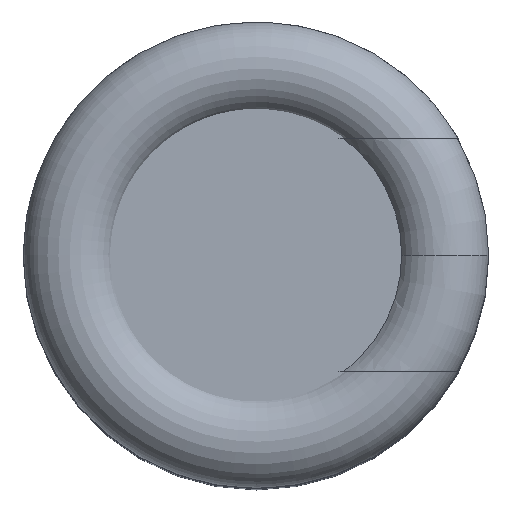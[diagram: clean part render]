
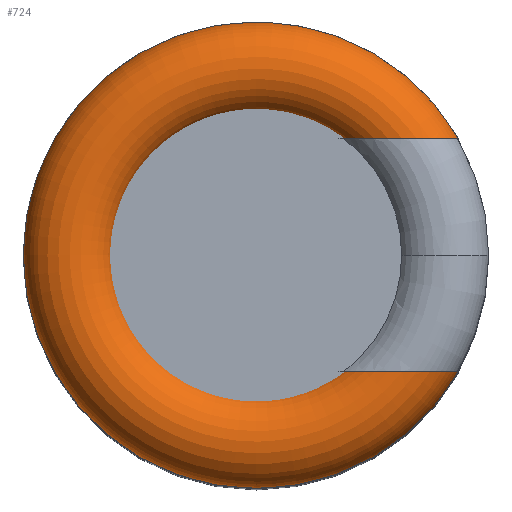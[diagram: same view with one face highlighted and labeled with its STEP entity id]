
A CAD part, top view. The second image highlights one B-rep face of the part: STEP entity #724.
In plain terms, the highlighted toroidal (fillet/blend) face has major radius 2 mm and minor radius 0.5 mm.
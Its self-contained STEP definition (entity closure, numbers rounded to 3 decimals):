
#724 = ADVANCED_FACE('',(#725),#893,.T.);
#725 = FACE_BOUND('',#726,.T.);
#726 = EDGE_LOOP('',(#727,#766,#775,#812,#849,#858));
#727 = ORIENTED_EDGE('',*,*,#728,.F.);
#728 = EDGE_CURVE('',#729,#731,#733,.T.);
#729 = VERTEX_POINT('',#730);
#730 = CARTESIAN_POINT('',(2.165,1.25,10.5));
#731 = VERTEX_POINT('',#732);
#732 = CARTESIAN_POINT('',(1.561,1.25,11.));
#733 = B_SPLINE_CURVE_WITH_KNOTS('',7,(#734,#735,#736,#737,#738,#739,
    #740,#741,#742,#743,#744,#745,#746,#747,#748,#749,#750,#751,#752,
    #753,#754,#755,#756,#757,#758,#759,#760,#761,#762,#763,#764,#765),
  .UNSPECIFIED.,.F.,.F.,(8,6,6,6,6,8),(0.,0.271,
    0.394,0.659,0.875,1.),.UNSPECIFIED.);
#734 = CARTESIAN_POINT('',(2.165,1.25,10.5));
#735 = CARTESIAN_POINT('',(2.165,1.25,10.565));
#736 = CARTESIAN_POINT('',(2.154,1.25,10.63));
#737 = CARTESIAN_POINT('',(2.131,1.25,10.693));
#738 = CARTESIAN_POINT('',(2.098,1.25,10.751));
#739 = CARTESIAN_POINT('',(2.055,1.25,10.805));
#740 = CARTESIAN_POINT('',(2.004,1.25,10.851));
#741 = CARTESIAN_POINT('',(1.92,1.25,10.907));
#742 = CARTESIAN_POINT('',(1.893,1.25,10.923));
#743 = CARTESIAN_POINT('',(1.864,1.25,10.938));
#744 = CARTESIAN_POINT('',(1.835,1.25,10.951));
#745 = CARTESIAN_POINT('',(1.804,1.25,10.962));
#746 = CARTESIAN_POINT('',(1.773,1.25,10.971));
#747 = CARTESIAN_POINT('',(1.671,1.25,10.996));
#748 = CARTESIAN_POINT('',(1.599,1.25,11.005));
#749 = CARTESIAN_POINT('',(1.525,1.25,11.006));
#750 = CARTESIAN_POINT('',(1.451,1.25,10.999));
#751 = CARTESIAN_POINT('',(1.377,1.25,10.985));
#752 = CARTESIAN_POINT('',(1.304,1.25,10.964));
#753 = CARTESIAN_POINT('',(1.178,1.25,10.915));
#754 = CARTESIAN_POINT('',(1.123,1.25,10.888));
#755 = CARTESIAN_POINT('',(1.07,1.25,10.858));
#756 = CARTESIAN_POINT('',(1.021,1.25,10.823));
#757 = CARTESIAN_POINT('',(0.975,1.25,10.785));
#758 = CARTESIAN_POINT('',(0.935,1.25,10.744));
#759 = CARTESIAN_POINT('',(0.883,1.25,10.673));
#760 = CARTESIAN_POINT('',(0.866,1.25,10.646));
#761 = CARTESIAN_POINT('',(0.852,1.25,10.618));
#762 = CARTESIAN_POINT('',(0.84,1.25,10.589));
#763 = CARTESIAN_POINT('',(0.833,1.25,10.56));
#764 = CARTESIAN_POINT('',(0.829,1.25,10.53));
#765 = CARTESIAN_POINT('',(0.829,1.25,10.5));
#766 = ORIENTED_EDGE('',*,*,#767,.T.);
#767 = EDGE_CURVE('',#729,#768,#770,.T.);
#768 = VERTEX_POINT('',#769);
#769 = CARTESIAN_POINT('',(2.165,-1.25,10.5));
#770 = CIRCLE('',#771,2.5);
#771 = AXIS2_PLACEMENT_3D('',#772,#773,#774);
#772 = CARTESIAN_POINT('',(0.,0.,10.5));
#773 = DIRECTION('',(0.,0.,1.));
#774 = DIRECTION('',(1.,0.,0.));
#775 = ORIENTED_EDGE('',*,*,#776,.T.);
#776 = EDGE_CURVE('',#768,#777,#779,.T.);
#777 = VERTEX_POINT('',#778);
#778 = CARTESIAN_POINT('',(1.561,-1.25,11.));
#779 = B_SPLINE_CURVE_WITH_KNOTS('',7,(#780,#781,#782,#783,#784,#785,
    #786,#787,#788,#789,#790,#791,#792,#793,#794,#795,#796,#797,#798,
    #799,#800,#801,#802,#803,#804,#805,#806,#807,#808,#809,#810,#811),
  .UNSPECIFIED.,.F.,.F.,(8,6,6,6,6,8),(0.,0.271,
    0.394,0.659,0.875,1.),.UNSPECIFIED.);
#780 = CARTESIAN_POINT('',(2.165,-1.25,10.5));
#781 = CARTESIAN_POINT('',(2.165,-1.25,10.565));
#782 = CARTESIAN_POINT('',(2.154,-1.25,10.63));
#783 = CARTESIAN_POINT('',(2.131,-1.25,10.693));
#784 = CARTESIAN_POINT('',(2.098,-1.25,10.751));
#785 = CARTESIAN_POINT('',(2.055,-1.25,10.805));
#786 = CARTESIAN_POINT('',(2.004,-1.25,10.851));
#787 = CARTESIAN_POINT('',(1.92,-1.25,10.907));
#788 = CARTESIAN_POINT('',(1.893,-1.25,10.923));
#789 = CARTESIAN_POINT('',(1.864,-1.25,10.938));
#790 = CARTESIAN_POINT('',(1.835,-1.25,10.951));
#791 = CARTESIAN_POINT('',(1.804,-1.25,10.962));
#792 = CARTESIAN_POINT('',(1.773,-1.25,10.971));
#793 = CARTESIAN_POINT('',(1.671,-1.25,10.996));
#794 = CARTESIAN_POINT('',(1.599,-1.25,11.005));
#795 = CARTESIAN_POINT('',(1.525,-1.25,11.006));
#796 = CARTESIAN_POINT('',(1.451,-1.25,10.999));
#797 = CARTESIAN_POINT('',(1.377,-1.25,10.985));
#798 = CARTESIAN_POINT('',(1.304,-1.25,10.964));
#799 = CARTESIAN_POINT('',(1.178,-1.25,10.915));
#800 = CARTESIAN_POINT('',(1.123,-1.25,10.888));
#801 = CARTESIAN_POINT('',(1.07,-1.25,10.858));
#802 = CARTESIAN_POINT('',(1.021,-1.25,10.823));
#803 = CARTESIAN_POINT('',(0.975,-1.25,10.785));
#804 = CARTESIAN_POINT('',(0.935,-1.25,10.744));
#805 = CARTESIAN_POINT('',(0.883,-1.25,10.673));
#806 = CARTESIAN_POINT('',(0.866,-1.25,10.646));
#807 = CARTESIAN_POINT('',(0.852,-1.25,10.618));
#808 = CARTESIAN_POINT('',(0.84,-1.25,10.589));
#809 = CARTESIAN_POINT('',(0.833,-1.25,10.56));
#810 = CARTESIAN_POINT('',(0.829,-1.25,10.53));
#811 = CARTESIAN_POINT('',(0.829,-1.25,10.5));
#812 = ORIENTED_EDGE('',*,*,#813,.T.);
#813 = EDGE_CURVE('',#777,#814,#816,.T.);
#814 = VERTEX_POINT('',#815);
#815 = CARTESIAN_POINT('',(0.829,-1.25,10.5));
#816 = B_SPLINE_CURVE_WITH_KNOTS('',7,(#817,#818,#819,#820,#821,#822,
    #823,#824,#825,#826,#827,#828,#829,#830,#831,#832,#833,#834,#835,
    #836,#837,#838,#839,#840,#841,#842,#843,#844,#845,#846,#847,#848),
  .UNSPECIFIED.,.F.,.F.,(8,6,6,6,6,8),(0.,0.271,
    0.394,0.659,0.875,1.),.UNSPECIFIED.);
#817 = CARTESIAN_POINT('',(2.165,-1.25,10.5));
#818 = CARTESIAN_POINT('',(2.165,-1.25,10.565));
#819 = CARTESIAN_POINT('',(2.154,-1.25,10.63));
#820 = CARTESIAN_POINT('',(2.131,-1.25,10.693));
#821 = CARTESIAN_POINT('',(2.098,-1.25,10.751));
#822 = CARTESIAN_POINT('',(2.055,-1.25,10.805));
#823 = CARTESIAN_POINT('',(2.004,-1.25,10.851));
#824 = CARTESIAN_POINT('',(1.92,-1.25,10.907));
#825 = CARTESIAN_POINT('',(1.893,-1.25,10.923));
#826 = CARTESIAN_POINT('',(1.864,-1.25,10.938));
#827 = CARTESIAN_POINT('',(1.835,-1.25,10.951));
#828 = CARTESIAN_POINT('',(1.804,-1.25,10.962));
#829 = CARTESIAN_POINT('',(1.773,-1.25,10.971));
#830 = CARTESIAN_POINT('',(1.671,-1.25,10.996));
#831 = CARTESIAN_POINT('',(1.599,-1.25,11.005));
#832 = CARTESIAN_POINT('',(1.525,-1.25,11.006));
#833 = CARTESIAN_POINT('',(1.451,-1.25,10.999));
#834 = CARTESIAN_POINT('',(1.377,-1.25,10.985));
#835 = CARTESIAN_POINT('',(1.304,-1.25,10.964));
#836 = CARTESIAN_POINT('',(1.178,-1.25,10.915));
#837 = CARTESIAN_POINT('',(1.123,-1.25,10.888));
#838 = CARTESIAN_POINT('',(1.07,-1.25,10.858));
#839 = CARTESIAN_POINT('',(1.021,-1.25,10.823));
#840 = CARTESIAN_POINT('',(0.975,-1.25,10.785));
#841 = CARTESIAN_POINT('',(0.935,-1.25,10.744));
#842 = CARTESIAN_POINT('',(0.883,-1.25,10.673));
#843 = CARTESIAN_POINT('',(0.866,-1.25,10.646));
#844 = CARTESIAN_POINT('',(0.852,-1.25,10.618));
#845 = CARTESIAN_POINT('',(0.84,-1.25,10.589));
#846 = CARTESIAN_POINT('',(0.833,-1.25,10.56));
#847 = CARTESIAN_POINT('',(0.829,-1.25,10.53));
#848 = CARTESIAN_POINT('',(0.829,-1.25,10.5));
#849 = ORIENTED_EDGE('',*,*,#850,.F.);
#850 = EDGE_CURVE('',#851,#814,#853,.T.);
#851 = VERTEX_POINT('',#852);
#852 = CARTESIAN_POINT('',(0.829,1.25,10.5));
#853 = CIRCLE('',#854,1.5);
#854 = AXIS2_PLACEMENT_3D('',#855,#856,#857);
#855 = CARTESIAN_POINT('',(0.,0.,10.5));
#856 = DIRECTION('',(0.,0.,1.));
#857 = DIRECTION('',(1.,0.,0.));
#858 = ORIENTED_EDGE('',*,*,#859,.F.);
#859 = EDGE_CURVE('',#731,#851,#860,.T.);
#860 = B_SPLINE_CURVE_WITH_KNOTS('',7,(#861,#862,#863,#864,#865,#866,
    #867,#868,#869,#870,#871,#872,#873,#874,#875,#876,#877,#878,#879,
    #880,#881,#882,#883,#884,#885,#886,#887,#888,#889,#890,#891,#892),
  .UNSPECIFIED.,.F.,.F.,(8,6,6,6,6,8),(0.,0.271,
    0.394,0.659,0.875,1.),.UNSPECIFIED.);
#861 = CARTESIAN_POINT('',(2.165,1.25,10.5));
#862 = CARTESIAN_POINT('',(2.165,1.25,10.565));
#863 = CARTESIAN_POINT('',(2.154,1.25,10.63));
#864 = CARTESIAN_POINT('',(2.131,1.25,10.693));
#865 = CARTESIAN_POINT('',(2.098,1.25,10.751));
#866 = CARTESIAN_POINT('',(2.055,1.25,10.805));
#867 = CARTESIAN_POINT('',(2.004,1.25,10.851));
#868 = CARTESIAN_POINT('',(1.92,1.25,10.907));
#869 = CARTESIAN_POINT('',(1.893,1.25,10.923));
#870 = CARTESIAN_POINT('',(1.864,1.25,10.938));
#871 = CARTESIAN_POINT('',(1.835,1.25,10.951));
#872 = CARTESIAN_POINT('',(1.804,1.25,10.962));
#873 = CARTESIAN_POINT('',(1.773,1.25,10.971));
#874 = CARTESIAN_POINT('',(1.671,1.25,10.996));
#875 = CARTESIAN_POINT('',(1.599,1.25,11.005));
#876 = CARTESIAN_POINT('',(1.525,1.25,11.006));
#877 = CARTESIAN_POINT('',(1.451,1.25,10.999));
#878 = CARTESIAN_POINT('',(1.377,1.25,10.985));
#879 = CARTESIAN_POINT('',(1.304,1.25,10.964));
#880 = CARTESIAN_POINT('',(1.178,1.25,10.915));
#881 = CARTESIAN_POINT('',(1.123,1.25,10.888));
#882 = CARTESIAN_POINT('',(1.07,1.25,10.858));
#883 = CARTESIAN_POINT('',(1.021,1.25,10.823));
#884 = CARTESIAN_POINT('',(0.975,1.25,10.785));
#885 = CARTESIAN_POINT('',(0.935,1.25,10.744));
#886 = CARTESIAN_POINT('',(0.883,1.25,10.673));
#887 = CARTESIAN_POINT('',(0.866,1.25,10.646));
#888 = CARTESIAN_POINT('',(0.852,1.25,10.618));
#889 = CARTESIAN_POINT('',(0.84,1.25,10.589));
#890 = CARTESIAN_POINT('',(0.833,1.25,10.56));
#891 = CARTESIAN_POINT('',(0.829,1.25,10.53));
#892 = CARTESIAN_POINT('',(0.829,1.25,10.5));
#893 = TOROIDAL_SURFACE('',#894,2.,0.5);
#894 = AXIS2_PLACEMENT_3D('',#895,#896,#897);
#895 = CARTESIAN_POINT('',(0.,0.,10.5));
#896 = DIRECTION('',(0.,0.,1.));
#897 = DIRECTION('',(1.,0.,0.));
